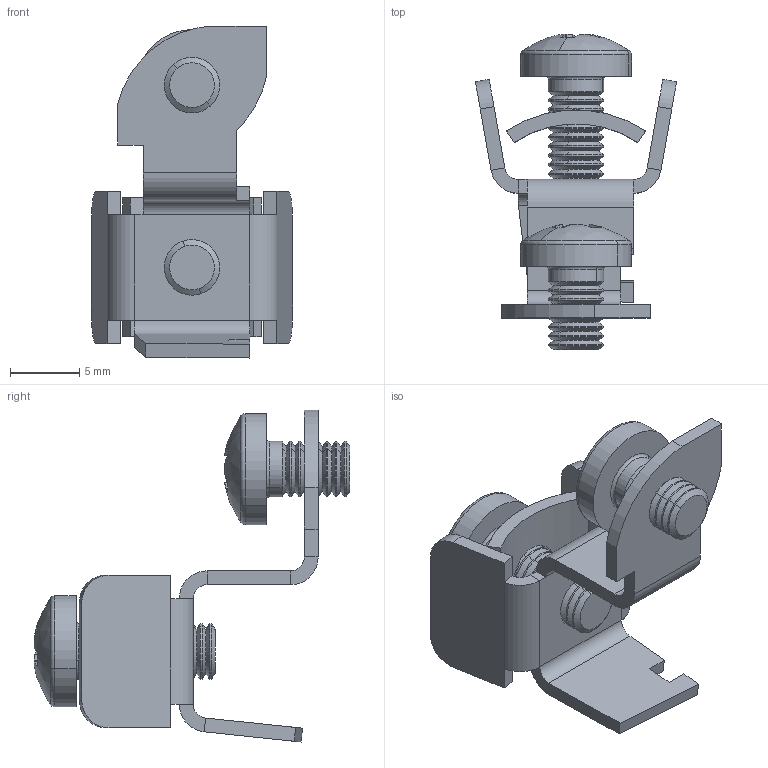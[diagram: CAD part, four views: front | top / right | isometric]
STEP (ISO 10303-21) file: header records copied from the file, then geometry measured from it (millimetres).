
FILE_DESCRIPTION (( 'STEP AP214' ), '1' );
FILE_NAME ('AL-ML-123076 Ðàçúåì çàçåìëåíèÿ.STEP', '2026-01-27T10:33:51', ( '' ), ( '' ), 'SwSTEP 2.0', 'SolidWorks 2021', '' );
FILE_SCHEMA (( 'AUTOMOTIVE_DESIGN' ));
Length unit declared in the file: millimetre
Products named in the file (5): AL-ML-123076 Ðàçúåì çàçåìëåíèÿ; pan head cross recess screw_iso_ISO 7045 - M4 x 6 - Z - 6S; pan head cross recess screw_iso_ISO 7045 - M4 x 10 - Z - 10S; AL-ML-122076 Ïðèæèìíàÿ ïëàñòèíà
Assembly tree (4 placements, depth 2):
  AL-ML-123076 Ðàçúåì çàçåìëåíèÿ
    AL-ML-122076 Ïðèæèìíàÿ ïëàñòèíà
    AL-ML-123076 Ðàçúåì çàçåìëåíèÿ
    pan head cross recess screw_iso_ISO 7045 - M4 x 6 - Z - 6S
    pan head cross recess screw_iso_ISO 7045 - M4 x 10 - Z - 10S
Bounding box: 14.48 x 22.72 x 23.9 mm (x, y, z)
Volume: 933.3 mm3; surface area: 1905.3 mm2
Topology: 4 solids, 4 shells, 274 faces, 694 edges, 426 vertices
Faces by surface type: cone 96, plane 94, cylinder 72, torus 8, sphere 4
Entity records: 8622 total; most frequent: DIRECTION 1580, CARTESIAN_POINT 1559, ORIENTED_EDGE 1380, EDGE_CURVE 690, AXIS2_PLACEMENT_3D 629, VERTEX_POINT 426, CIRCLE 348, LINE 322
